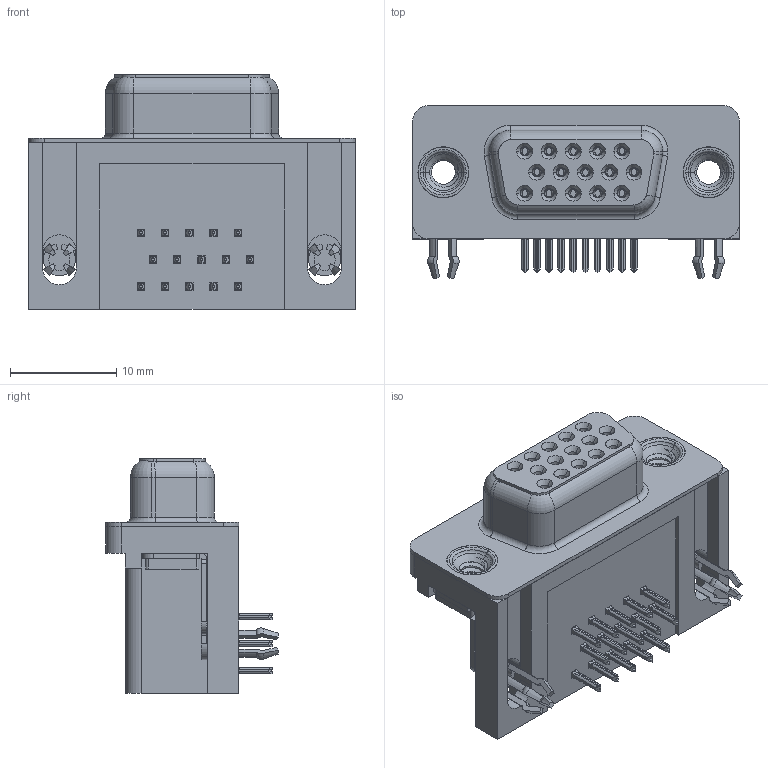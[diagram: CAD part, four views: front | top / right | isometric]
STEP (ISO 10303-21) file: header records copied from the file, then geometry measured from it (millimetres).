
FILE_DESCRIPTION (( 'STEP AP203' ), '1' );
FILE_NAME ('634-015-263-042.STEP', '2018-11-09T19:48:18', ( '' ), ( '' ), 'SwSTEP 2.0', 'SolidWorks 2016', '' );
FILE_SCHEMA (( 'CONFIG_CONTROL_DESIGN' ));
Length unit declared in the file: millimetre
Products named in the file (8): 634 Shell; Contact Bottom; Contact Middle; Contact Top; 4 Prong Board Lock; 4-40 Threaded Rivet; 634-015-263-042; 634 Housing
Assembly tree (21 placements, depth 2):
  634-015-263-042
    634 Housing
    634 Shell
    Contact Bottom  x5
    Contact Middle  x5
    Contact Top  x5
    4 Prong Board Lock  x2
    4-40 Threaded Rivet  x2
Bounding box: 30.89 x 16.25 x 22.1 mm (x, y, z)
Volume: 4564.1 mm3; surface area: 6575.6 mm2
Topology: 21 solids, 21 shells, 2541 faces, 6718 edges, 4236 vertices
Faces by surface type: plane 1108, cylinder 605, bspline 526, cone 232, torus 70
Entity records: 33908 total; most frequent: CARTESIAN_POINT 11842, ORIENTED_EDGE 4570, DIRECTION 3980, EDGE_CURVE 2285, VERTEX_POINT 1456, VECTOR 1360, LINE 1360, AXIS2_PLACEMENT_3D 1310
